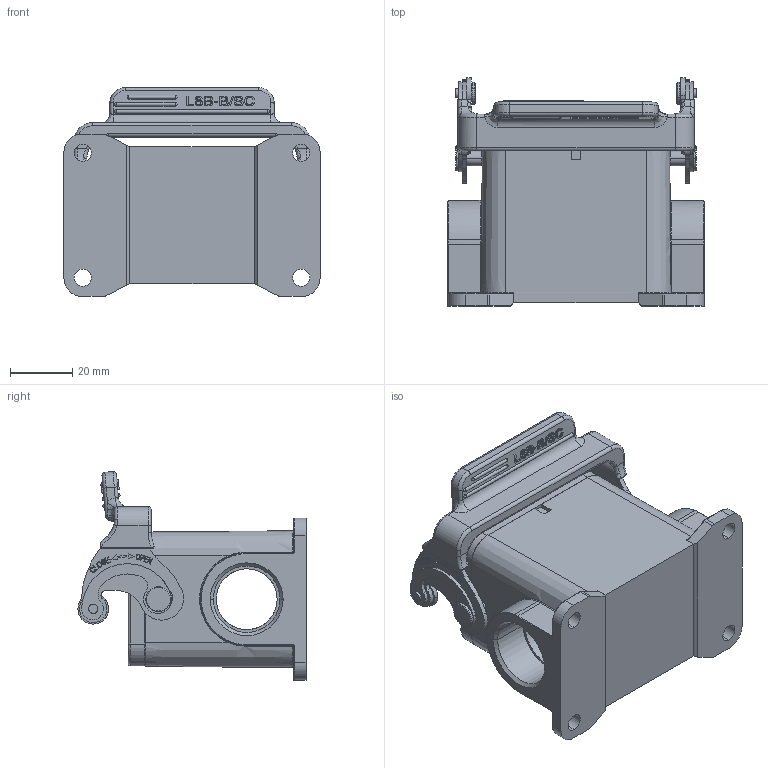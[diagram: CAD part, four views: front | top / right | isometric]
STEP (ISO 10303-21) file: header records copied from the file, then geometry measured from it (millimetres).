
FILE_DESCRIPTION((''),'2;1');
FILE_NAME('H6B-SF-1L_SC-M20','2017-09-22T',('dm.li'),(''),'PRO/ENGINEER BY PARAMETRIC TECHNOLOGY CORPORATION, 2012480','PRO/ENGINEER BY PARAMETRIC TECHNOLOGY CORPORATION, 2012480','');
FILE_SCHEMA(('AUTOMOTIVE_DESIGN { 1 0 10303 214 1 1 1 1 }'));
Length unit declared in the file: millimetre
Products named in the file (1): H6B-SF-1L_SC-M20
Bounding box: 82 x 73.05 x 66.86 mm (x, y, z)
Volume: 78118.3 mm3; surface area: 41135.7 mm2
Topology: 1 solids, 12 shells, 1158 faces, 3088 edges, 2011 vertices
Faces by surface type: plane 480, extrusion 258, cylinder 252, torus 68, bspline 46, cone 36, sphere 18
Entity records: 41935 total; most frequent: CARTESIAN_POINT 13370, ORIENTED_EDGE 6132, DIRECTION 5015, EDGE_CURVE 3066, VERTEX_POINT 2011, VECTOR 1865, LINE 1607, AXIS2_PLACEMENT_3D 1575
